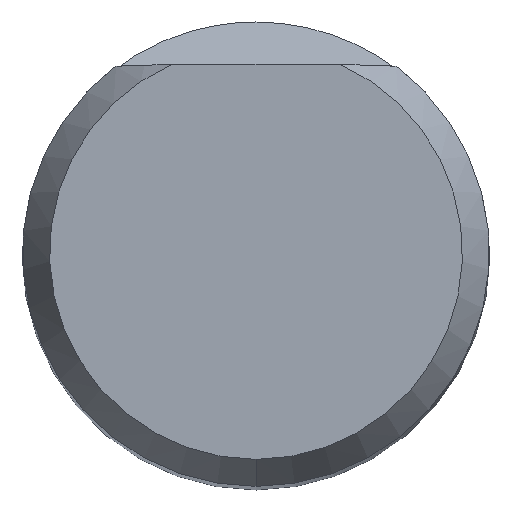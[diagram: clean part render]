
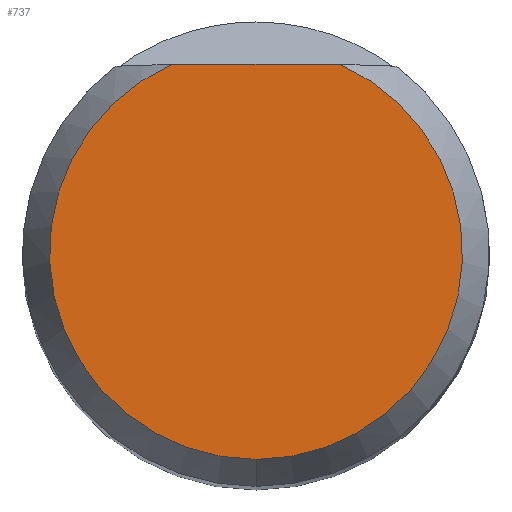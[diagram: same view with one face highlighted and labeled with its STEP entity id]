
A CAD part, top view. The second image highlights one B-rep face of the part: STEP entity #737.
In plain terms, the highlighted planar face has unit normal (0, 0, 1).
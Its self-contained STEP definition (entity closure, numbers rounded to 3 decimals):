
#351=VERTEX_POINT('',#920);
#505=EDGE_CURVE('',#351,#823,#1086,.T.);
#509=EDGE_CURVE('',#797,#351,#1090,.T.);
#533=EDGE_CURVE('',#797,#823,#1118,.T.);
#737=ADVANCED_FACE('',(#1344),#1345,.T.);
#797=VERTEX_POINT('',#1407);
#823=VERTEX_POINT('',#1435);
#920=CARTESIAN_POINT('',(0.,-3.538,0.0));
#1086=CIRCLE('',#4081,3.538);
#1090=CIRCLE('',#4088,3.538);
#1118=LINE('',#5121,#5122);
#1344=FACE_OUTER_BOUND('',#7452,.T.);
#1345=PLANE('',#7453);
#1407=CARTESIAN_POINT('',(1.447,3.229,0.0));
#1435=CARTESIAN_POINT('',(-1.447,3.229,0.0));
#4081=AXIS2_PLACEMENT_3D('',#8058,#8059,#8060);
#4088=AXIS2_PLACEMENT_3D('',#8062,#8063,#8064);
#5121=CARTESIAN_POINT('',(-2.0,3.229,0.));
#5122=VECTOR('',#8094,1.0);
#7452=EDGE_LOOP('',(#8358,#8359,#8360));
#7453=AXIS2_PLACEMENT_3D('',#8361,#8362,#8363);
#8058=CARTESIAN_POINT('',(0.0,0.0,0.0));
#8059=DIRECTION('',(0.0,0.0,-1.0));
#8060=DIRECTION('',(0.0,1.0,0.0));
#8062=CARTESIAN_POINT('',(0.0,0.0,0.0));
#8063=DIRECTION('',(0.0,0.0,-1.0));
#8064=DIRECTION('',(0.0,1.0,0.0));
#8094=DIRECTION('',(-1.0,0.0,0.0));
#8358=ORIENTED_EDGE('',*,*,#533,.T.);
#8359=ORIENTED_EDGE('',*,*,#505,.F.);
#8360=ORIENTED_EDGE('',*,*,#509,.F.);
#8361=CARTESIAN_POINT('',(0.0,1.769,0.0));
#8362=DIRECTION('',(-0.0,0.0,1.0));
#8363=DIRECTION('',(0.0,-1.0,0.0));
